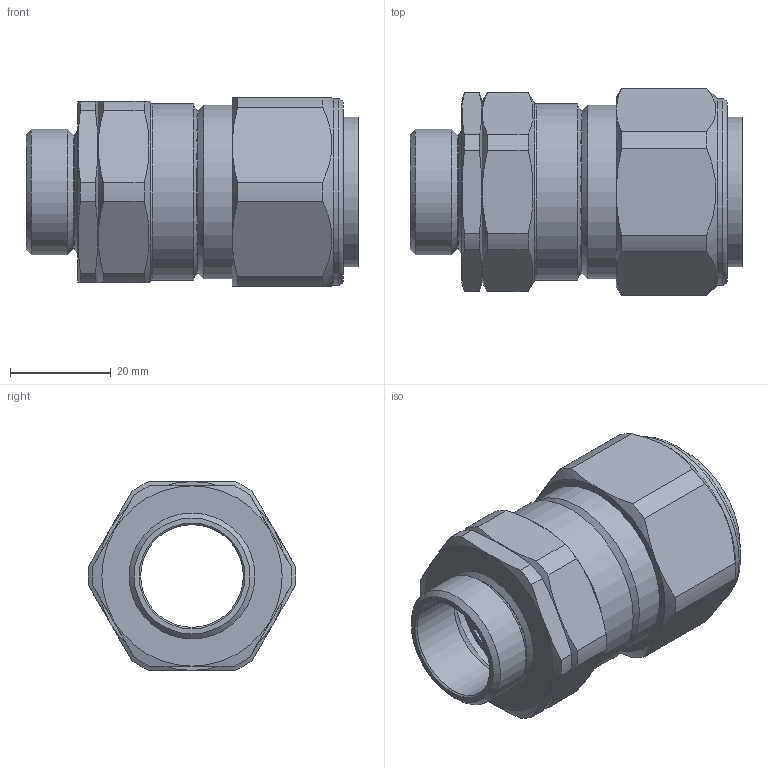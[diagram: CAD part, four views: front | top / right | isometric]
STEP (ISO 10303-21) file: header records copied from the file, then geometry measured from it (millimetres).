
FILE_DESCRIPTION (( 'STEP AP203' ), '1' );
FILE_NAME ('25SCX1RA.STEP', '2017-09-20T14:14:08', ( '' ), ( '' ), 'SwSTEP 2.0', 'SolidWorks 2017', '' );
FILE_SCHEMA (( 'CONFIG_CONTROL_DESIGN' ));
Length unit declared in the file: millimetre
Products named in the file (1): 25SCX1RA
Bounding box: 65.95 x 41.23 x 37.5 mm (x, y, z)
Surface area: 13709.5 mm2 (no closed solid volume)
Topology: 0 solids, 6 shells, 80 faces, 197 edges, 125 vertices
Faces by surface type: cylinder 28, plane 26, cone 23, torus 3
Full cylindrical faces by diameter (mm): 20.4 x1, 22.1 x1, 22.6 x1, 25 x1, 26.1 x1, 27.6 x1, 32.218 x1, 34.5 x1, 35 x1, 37 x1
Entity records: 2544 total; most frequent: CARTESIAN_POINT 747, DIRECTION 364, ORIENTED_EDGE 310, AXIS2_PLACEMENT_3D 164, EDGE_CURVE 161, VERTEX_POINT 119, EDGE_LOOP 118, FACE_OUTER_BOUND 93
